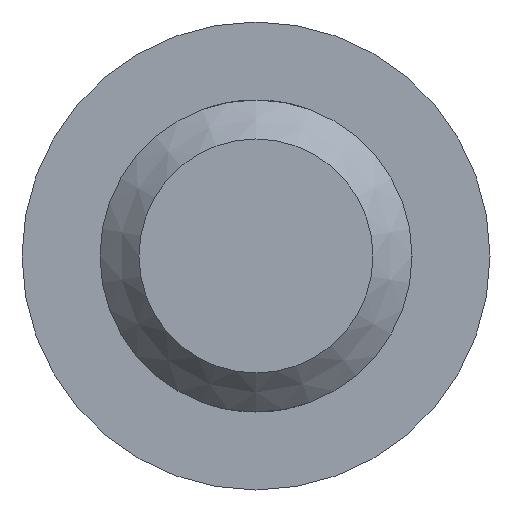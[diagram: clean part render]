
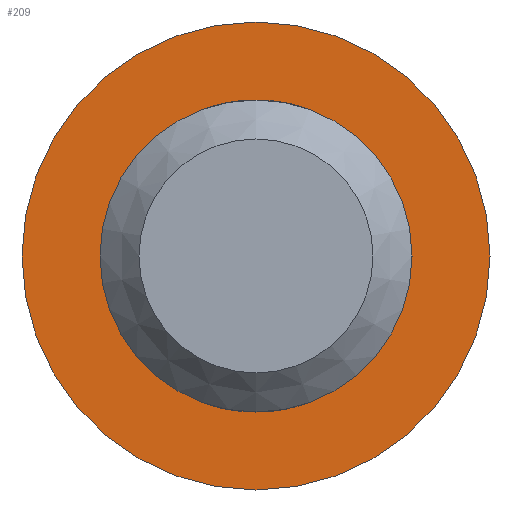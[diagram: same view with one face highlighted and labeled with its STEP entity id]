
A CAD part, left-side view. The second image highlights one B-rep face of the part: STEP entity #209.
In plain terms, the highlighted planar face has unit normal (-1, 0, 0).
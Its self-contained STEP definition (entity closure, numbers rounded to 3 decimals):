
#1 = DIRECTION ( 'NONE',  ( -1., 0., 0. ) ) ;
#15 = CIRCLE ( 'NONE', #156, 6. ) ;
#25 = AXIS2_PLACEMENT_3D ( 'NONE', #148, #153, #189 ) ;
#45 = CARTESIAN_POINT ( 'NONE',  ( 23., 0., 0. ) ) ;
#72 = DIRECTION ( 'NONE',  ( 0., 0., 1. ) ) ;
#73 = FACE_BOUND ( 'NONE', #235, .T. ) ;
#75 = VERTEX_POINT ( 'NONE', #239 ) ;
#77 = AXIS2_PLACEMENT_3D ( 'NONE', #45, #1, #72 ) ;
#94 = CARTESIAN_POINT ( 'NONE',  ( 23., 0., 0. ) ) ;
#99 = CIRCLE ( 'NONE', #77, 4. ) ;
#111 = ORIENTED_EDGE ( 'NONE', *, *, #159, .F. ) ;
#133 = PLANE ( 'NONE',  #25 ) ;
#148 = CARTESIAN_POINT ( 'NONE',  ( 23., 6., 0. ) ) ;
#153 = DIRECTION ( 'NONE',  ( 1., 0., 0. ) ) ;
#156 = AXIS2_PLACEMENT_3D ( 'NONE', #94, #215, #210 ) ;
#159 = EDGE_CURVE ( 'NONE', #75, #75, #99, .T. ) ;
#179 = CARTESIAN_POINT ( 'NONE',  ( 23., 0., 6. ) ) ;
#189 = DIRECTION ( 'NONE',  ( 0., 0., -1. ) ) ;
#194 = FACE_OUTER_BOUND ( 'NONE', #214, .T. ) ;
#200 = EDGE_CURVE ( 'NONE', #240, #240, #15, .T. ) ;
#209 = ADVANCED_FACE ( 'NONE', ( #73, #194 ), #133, .F. ) ;
#210 = DIRECTION ( 'NONE',  ( 0., 0., 1. ) ) ;
#214 = EDGE_LOOP ( 'NONE', ( #273 ) ) ;
#215 = DIRECTION ( 'NONE',  ( -1., 0., 0. ) ) ;
#235 = EDGE_LOOP ( 'NONE', ( #111 ) ) ;
#239 = CARTESIAN_POINT ( 'NONE',  ( 23., 0., 4. ) ) ;
#240 = VERTEX_POINT ( 'NONE', #179 ) ;
#273 = ORIENTED_EDGE ( 'NONE', *, *, #200, .T. ) ;
